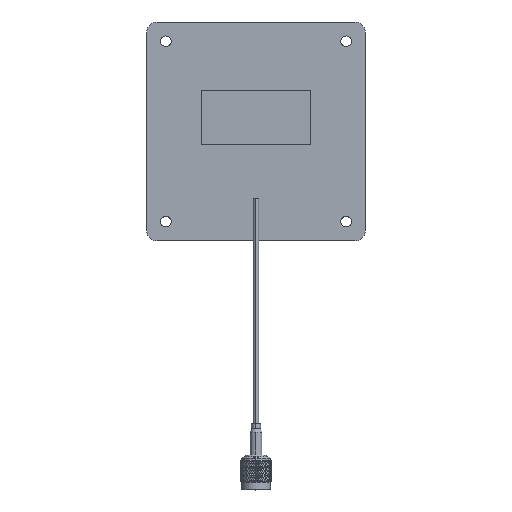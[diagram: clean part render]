
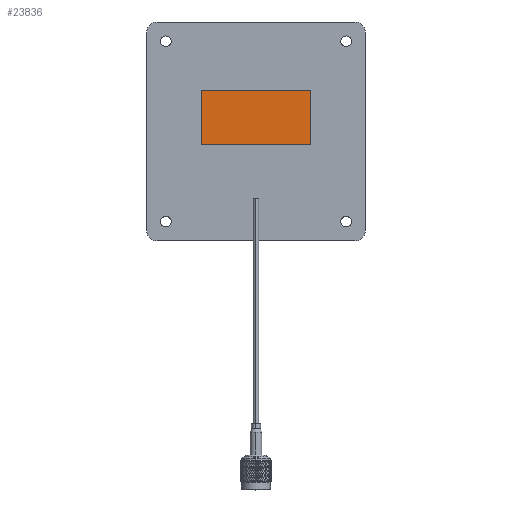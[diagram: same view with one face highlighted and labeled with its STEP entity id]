
A CAD part, top view. The second image highlights one B-rep face of the part: STEP entity #23836.
In plain terms, the highlighted planar face has unit normal (0, 0, 1).
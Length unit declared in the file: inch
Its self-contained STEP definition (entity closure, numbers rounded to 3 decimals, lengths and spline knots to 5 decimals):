
#2638 = ORIENTED_EDGE ( 'NONE', *, *, #15289, .T. ) ;
#3700 = LINE ( 'NONE', #27953, #61392 ) ;
#6004 = CARTESIAN_POINT ( 'NONE',  ( -3.01575, -4.25787, 0.11417 ) ) ;
#10616 = LINE ( 'NONE', #96464, #17776 ) ;
#15289 = EDGE_CURVE ( 'NONE', #50388, #78967, #10616, .T. ) ;
#16656 = EDGE_CURVE ( 'NONE', #97017, #59191, #28558, .T. ) ;
#17776 = VECTOR ( 'NONE', #61292, 39.37008 ) ;
#17897 = VECTOR ( 'NONE', #97636, 39.37008 ) ;
#18351 = PLANE ( 'NONE',  #67258 ) ;
#21938 = EDGE_LOOP ( 'NONE', ( #79433, #107135, #2638, #87467 ) ) ;
#23836 = ADVANCED_FACE ( 'NONE', ( #26570 ), #18351, .T. ) ;
#24307 = CARTESIAN_POINT ( 'NONE',  ( -5.01575, -3.25787, 0.11417 ) ) ;
#26570 = FACE_OUTER_BOUND ( 'NONE', #21938, .T. ) ;
#27953 = CARTESIAN_POINT ( 'NONE',  ( -5.01575, -4.25787, 0.11417 ) ) ;
#28558 = LINE ( 'NONE', #70391, #89763 ) ;
#41791 = CARTESIAN_POINT ( 'NONE',  ( -5.01575, -4.25787, 0.11417 ) ) ;
#43677 = DIRECTION ( 'NONE',  ( 1., 0., 0. ) ) ;
#50388 = VERTEX_POINT ( 'NONE', #24307 ) ;
#51924 = CARTESIAN_POINT ( 'NONE',  ( 0., 0., 0.11417 ) ) ;
#59191 = VERTEX_POINT ( 'NONE', #90196 ) ;
#61292 = DIRECTION ( 'NONE',  ( 0., -1., 0. ) ) ;
#61392 = VECTOR ( 'NONE', #69792, 39.37008 ) ;
#62462 = LINE ( 'NONE', #79514, #17897 ) ;
#67258 = AXIS2_PLACEMENT_3D ( 'NONE', #51924, #92075, #43677 ) ;
#69792 = DIRECTION ( 'NONE',  ( 1., 0., 0. ) ) ;
#70391 = CARTESIAN_POINT ( 'NONE',  ( -3.01575, -3.25787, 0.11417 ) ) ;
#78967 = VERTEX_POINT ( 'NONE', #41791 ) ;
#79433 = ORIENTED_EDGE ( 'NONE', *, *, #16656, .T. ) ;
#79514 = CARTESIAN_POINT ( 'NONE',  ( -5.01575, -3.25787, 0.11417 ) ) ;
#86704 = EDGE_CURVE ( 'NONE', #78967, #97017, #3700, .T. ) ;
#87467 = ORIENTED_EDGE ( 'NONE', *, *, #86704, .T. ) ;
#87959 = DIRECTION ( 'NONE',  ( 0., 1., 0. ) ) ;
#89763 = VECTOR ( 'NONE', #87959, 39.37008 ) ;
#90196 = CARTESIAN_POINT ( 'NONE',  ( -3.01575, -3.25787, 0.11417 ) ) ;
#92075 = DIRECTION ( 'NONE',  ( 0., 0., 1. ) ) ;
#96464 = CARTESIAN_POINT ( 'NONE',  ( -5.01575, -3.25787, 0.11417 ) ) ;
#96795 = EDGE_CURVE ( 'NONE', #59191, #50388, #62462, .T. ) ;
#97017 = VERTEX_POINT ( 'NONE', #6004 ) ;
#97636 = DIRECTION ( 'NONE',  ( -1., 0., 0. ) ) ;
#107135 = ORIENTED_EDGE ( 'NONE', *, *, #96795, .T. ) ;
